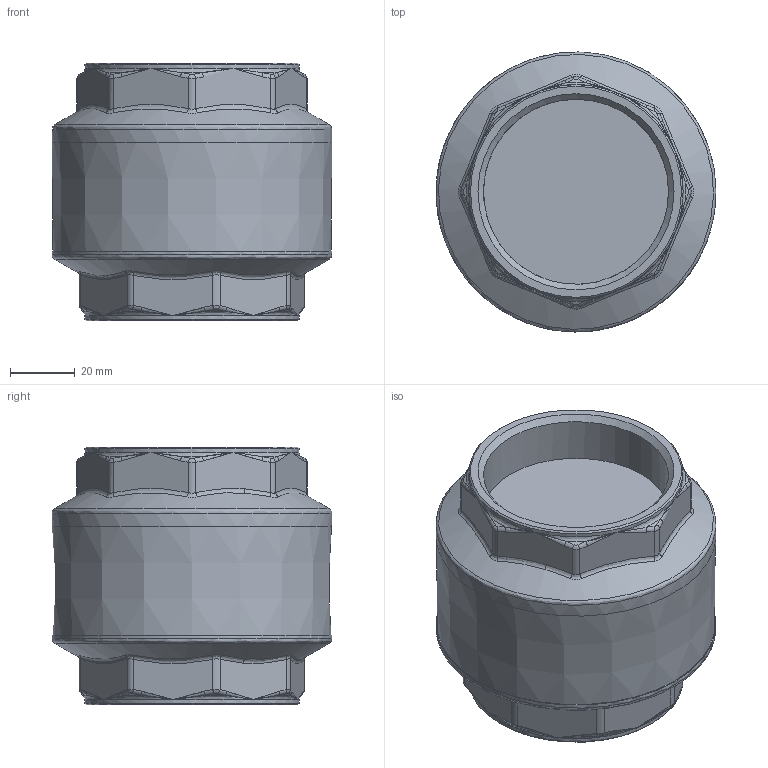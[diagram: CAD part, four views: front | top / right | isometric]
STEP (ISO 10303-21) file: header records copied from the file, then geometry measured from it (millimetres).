
FILE_DESCRIPTION(( 'MV.23.00.02L.STEP' ), '1');
FILE_NAME( 'MV.23.00.02L.STEP', '2018-10-04T14:14:03',( 'Sopra'),('sopra-pneumatic.com'), 'SwSTEP 2.0','SolidWorks 2009','' );
FILE_SCHEMA (( 'AUTOMOTIVE_DESIGN' ));
Length unit declared in the file: millimetre
Products named in the file (1): 0603600006A
Bounding box: 86.21 x 86.21 x 79.46 mm (x, y, z)
Surface area: 45675.6 mm2 (no closed solid volume)
Topology: 0 solids, 2 shells, 201 faces, 475 edges, 247 vertices
Faces by surface type: bspline 134, cone 23, plane 22, cylinder 22
Full cylindrical faces by diameter (mm): 57 x2, 66 x2, 86.21 x2
Entity records: 18608 total; most frequent: CARTESIAN_POINT 15482, ORIENTED_EDGE 834, EDGE_CURVE 417, B_SPLINE_CURVE_WITH_KNOTS 350, DIRECTION 238, VERTEX_POINT 237, EDGE_LOOP 218, FACE_OUTER_BOUND 209
